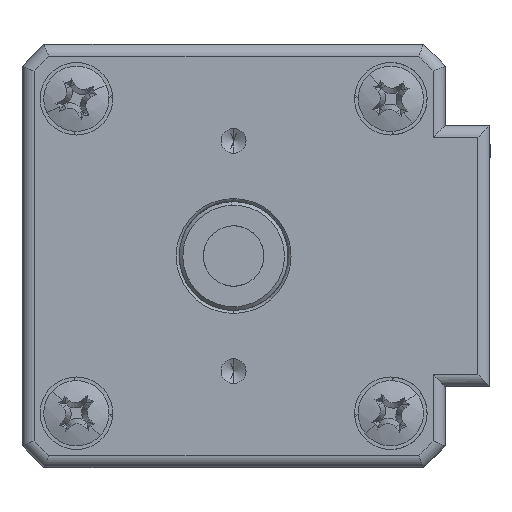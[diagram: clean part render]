
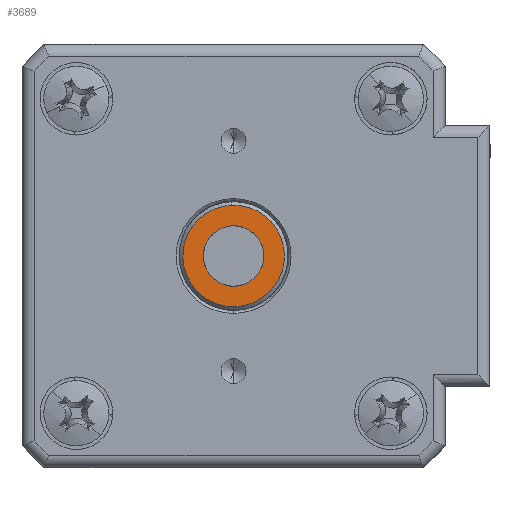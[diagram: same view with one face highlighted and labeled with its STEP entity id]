
A CAD part, front view. The second image highlights one B-rep face of the part: STEP entity #3689.
In plain terms, the highlighted planar face has unit normal (0, -1, 0).
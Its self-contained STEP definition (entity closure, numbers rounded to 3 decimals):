
#2136 = EDGE_CURVE ( 'NONE', #32265, #31326, #20805, .T. ) ;
#3369 = PLANE ( 'NONE',  #29407 ) ;
#3689 = ADVANCED_FACE ( 'NONE', ( #10045, #38622 ), #3369, .F. ) ;
#5783 = AXIS2_PLACEMENT_3D ( 'NONE', #43045, #6327, #13315 ) ;
#6327 = DIRECTION ( 'NONE',  ( 0., -1., 0. ) ) ;
#6968 = CARTESIAN_POINT ( 'NONE',  ( -4.709, -15.807, 16.638 ) ) ;
#10045 = FACE_OUTER_BOUND ( 'NONE', #38902, .T. ) ;
#11636 = EDGE_CURVE ( 'NONE', #22524, #42056, #27679, .T. ) ;
#12672 = ORIENTED_EDGE ( 'NONE', *, *, #2136, .T. ) ;
#13315 = DIRECTION ( 'NONE',  ( -0.044, 0., 0.999 ) ) ;
#17183 = DIRECTION ( 'NONE',  ( 0., 1., 0. ) ) ;
#18955 = DIRECTION ( 'NONE',  ( -0.044, 0., 0.999 ) ) ;
#20805 = CIRCLE ( 'NONE', #5783, 4.2 ) ;
#22524 = VERTEX_POINT ( 'NONE', #26732 ) ;
#26346 = ORIENTED_EDGE ( 'NONE', *, *, #43364, .T. ) ;
#26732 = CARTESIAN_POINT ( 'NONE',  ( -4.598, -15.807, 14.14 ) ) ;
#27679 = CIRCLE ( 'NONE', #28206, 2.5 ) ;
#28206 = AXIS2_PLACEMENT_3D ( 'NONE', #6968, #17183, #37887 ) ;
#28348 = CARTESIAN_POINT ( 'NONE',  ( -4.819, -15.807, 19.136 ) ) ;
#29032 = CARTESIAN_POINT ( 'NONE',  ( -4.709, -15.807, 16.638 ) ) ;
#29407 = AXIS2_PLACEMENT_3D ( 'NONE', #40772, #30886, #40339 ) ;
#30570 = CIRCLE ( 'NONE', #41994, 4.2 ) ;
#30886 = DIRECTION ( 'NONE',  ( 0., 1., 0. ) ) ;
#31326 = VERTEX_POINT ( 'NONE', #40420 ) ;
#32265 = VERTEX_POINT ( 'NONE', #40336 ) ;
#32401 = DIRECTION ( 'NONE',  ( 0., 1., 0. ) ) ;
#35512 = CARTESIAN_POINT ( 'NONE',  ( -4.709, -15.807, 16.638 ) ) ;
#35795 = DIRECTION ( 'NONE',  ( 0., -1., 0. ) ) ;
#37887 = DIRECTION ( 'NONE',  ( -0.044, 0., 0.999 ) ) ;
#38607 = DIRECTION ( 'NONE',  ( -0.044, 0., 0.999 ) ) ;
#38622 = FACE_BOUND ( 'NONE', #40242, .T. ) ;
#38645 = EDGE_CURVE ( 'NONE', #42056, #22524, #38646, .T. ) ;
#38646 = CIRCLE ( 'NONE', #42067, 2.5 ) ;
#38902 = EDGE_LOOP ( 'NONE', ( #26346, #12672 ) ) ;
#40100 = ORIENTED_EDGE ( 'NONE', *, *, #11636, .T. ) ;
#40242 = EDGE_LOOP ( 'NONE', ( #40965, #40100 ) ) ;
#40336 = CARTESIAN_POINT ( 'NONE',  ( -4.523, -15.807, 12.442 ) ) ;
#40339 = DIRECTION ( 'NONE',  ( -0.044, 0., 0.999 ) ) ;
#40420 = CARTESIAN_POINT ( 'NONE',  ( -4.894, -15.807, 20.834 ) ) ;
#40772 = CARTESIAN_POINT ( 'NONE',  ( -0.213, -15.807, 16.837 ) ) ;
#40965 = ORIENTED_EDGE ( 'NONE', *, *, #38645, .T. ) ;
#41994 = AXIS2_PLACEMENT_3D ( 'NONE', #35512, #35795, #38607 ) ;
#42056 = VERTEX_POINT ( 'NONE', #28348 ) ;
#42067 = AXIS2_PLACEMENT_3D ( 'NONE', #29032, #32401, #18955 ) ;
#43045 = CARTESIAN_POINT ( 'NONE',  ( -4.709, -15.807, 16.638 ) ) ;
#43364 = EDGE_CURVE ( 'NONE', #31326, #32265, #30570, .T. ) ;
